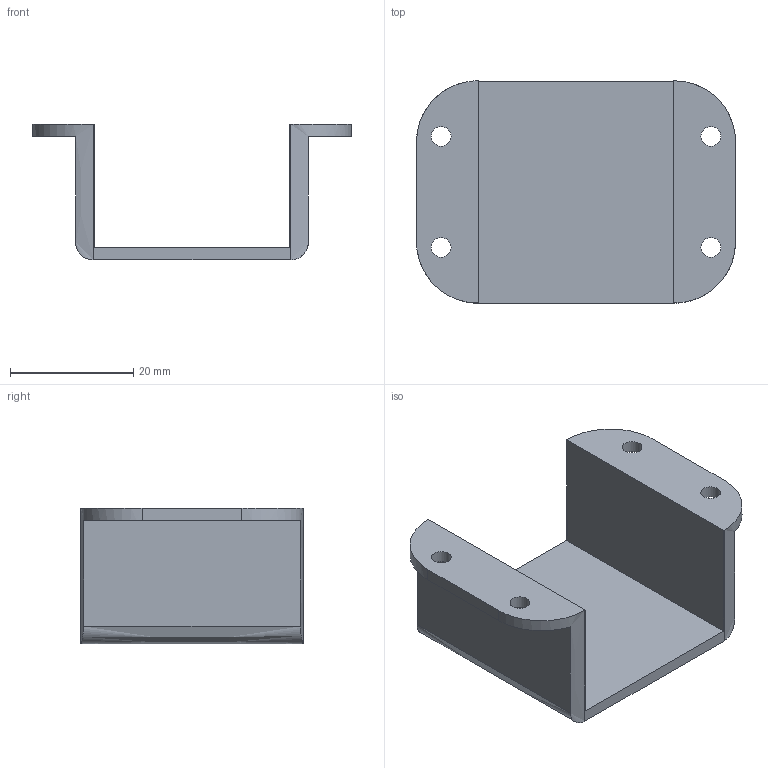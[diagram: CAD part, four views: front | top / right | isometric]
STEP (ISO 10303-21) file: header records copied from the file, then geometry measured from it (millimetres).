
FILE_DESCRIPTION(/* description */ (''),/* implementation_level */ '2;1');
FILE_NAME(/* name */ 'ESCHolder v2.step',/* time_stamp */ '2021-11-27T14:57:49-05:00',/* author */ (''),/* organization */ (''),/* preprocessor_version */ 'ST-DEVELOPER v18.1',/* originating_system */ 'Autodesk Translation Framework v10.10.0.1391',/* authorisation */ '');
FILE_SCHEMA (('AUTOMOTIVE_DESIGN { 1 0 10303 214 3 1 1 }'));
Length unit declared in the file: millimetre
Products named in the file (1): ESCHolder
Bounding box: 51.7 x 36 x 22 mm (x, y, z)
Volume: 7653.2 mm3; surface area: 6884 mm2
Topology: 1 solids, 1 shells, 24 faces, 66 edges, 44 vertices
Faces by surface type: plane 14, bspline 6, cylinder 4
Full cylindrical faces by diameter (mm): 3.2 x4
Entity records: 1077 total; most frequent: CARTESIAN_POINT 487, ORIENTED_EDGE 132, DIRECTION 80, EDGE_CURVE 66, VERTEX_POINT 44, B_SPLINE_CURVE_WITH_KNOTS 32, EDGE_LOOP 32, AXIS2_PLACEMENT_3D 27
